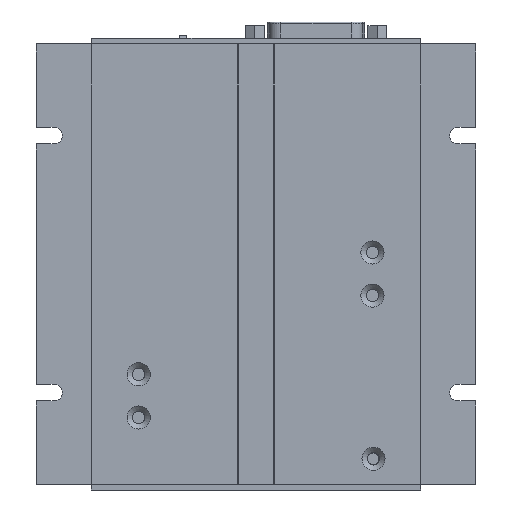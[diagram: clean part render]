
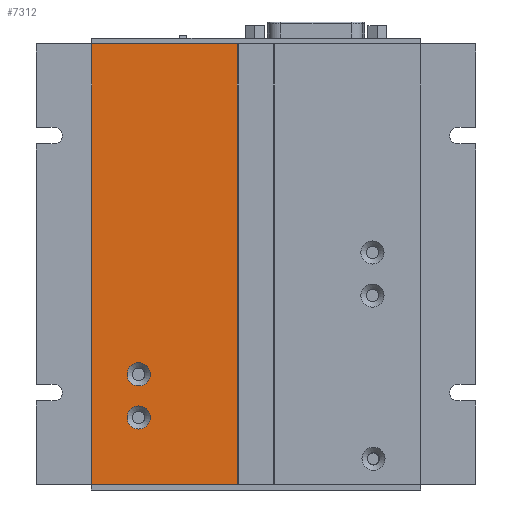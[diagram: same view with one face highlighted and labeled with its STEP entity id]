
A CAD part, front view. The second image highlights one B-rep face of the part: STEP entity #7312.
In plain terms, the highlighted planar face has unit normal (0, -1, 0).
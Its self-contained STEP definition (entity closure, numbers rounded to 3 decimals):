
#1572 = EDGE_LOOP ( 'NONE', ( #64079 ) ) ;
#3402 = CARTESIAN_POINT ( 'NONE',  ( -31.943, 0.5, -30. ) ) ;
#6587 = EDGE_CURVE ( 'NONE', #43282, #6921, #21879, .T. ) ;
#6921 = VERTEX_POINT ( 'NONE', #47046 ) ;
#7312 = ADVANCED_FACE ( 'NONE', ( #29115, #27489, #13569 ), #40290, .F. ) ;
#7633 = CARTESIAN_POINT ( 'NONE',  ( -44.8, 0.5, -60. ) ) ;
#8104 = CARTESIAN_POINT ( 'NONE',  ( -44.8, 0.5, 60. ) ) ;
#8448 = DIRECTION ( 'NONE',  ( 0., 1., 0. ) ) ;
#8958 = EDGE_LOOP ( 'NONE', ( #17691 ) ) ;
#9660 = ORIENTED_EDGE ( 'NONE', *, *, #10827, .T. ) ;
#10827 = EDGE_CURVE ( 'NONE', #43282, #24755, #31080, .T. ) ;
#13569 = FACE_OUTER_BOUND ( 'NONE', #27149, .T. ) ;
#14639 = CIRCLE ( 'NONE', #28574, 3.15 ) ;
#14814 = CARTESIAN_POINT ( 'NONE',  ( -44.8, 0.5, 60. ) ) ;
#15510 = EDGE_CURVE ( 'NONE', #6921, #51349, #47628, .T. ) ;
#16894 = EDGE_CURVE ( 'NONE', #24755, #51349, #53943, .T. ) ;
#17691 = ORIENTED_EDGE ( 'NONE', *, *, #45494, .F. ) ;
#17893 = DIRECTION ( 'NONE',  ( 0., 0., -1. ) ) ;
#21879 = LINE ( 'NONE', #32445, #59694 ) ;
#21961 = VECTOR ( 'NONE', #39226, 1000. ) ;
#23124 = CARTESIAN_POINT ( 'NONE',  ( -5.05, 0.5, -60. ) ) ;
#23602 = DIRECTION ( 'NONE',  ( -1., 0., 0. ) ) ;
#24755 = VERTEX_POINT ( 'NONE', #7633 ) ;
#25985 = ORIENTED_EDGE ( 'NONE', *, *, #6587, .F. ) ;
#27149 = EDGE_LOOP ( 'NONE', ( #48441, #29190, #25985, #9660 ) ) ;
#27400 = CARTESIAN_POINT ( 'NONE',  ( -31.943, 0.5, -44.9 ) ) ;
#27489 = FACE_BOUND ( 'NONE', #1572, .T. ) ;
#28269 = DIRECTION ( 'NONE',  ( 0., 0., -1. ) ) ;
#28515 = CARTESIAN_POINT ( 'NONE',  ( -5.05, 0.5, 60. ) ) ;
#28574 = AXIS2_PLACEMENT_3D ( 'NONE', #3402, #53908, #17893 ) ;
#29115 = FACE_BOUND ( 'NONE', #8958, .T. ) ;
#29190 = ORIENTED_EDGE ( 'NONE', *, *, #15510, .F. ) ;
#31080 = LINE ( 'NONE', #14814, #65606 ) ;
#31461 = DIRECTION ( 'NONE',  ( 0., 0., -1. ) ) ;
#32445 = CARTESIAN_POINT ( 'NONE',  ( -44.8, 0.5, 60. ) ) ;
#32469 = DIRECTION ( 'NONE',  ( 0., 0., -1. ) ) ;
#38562 = CARTESIAN_POINT ( 'NONE',  ( -44.8, 0.5, -60. ) ) ;
#39226 = DIRECTION ( 'NONE',  ( 1., 0., 0. ) ) ;
#40027 = CARTESIAN_POINT ( 'NONE',  ( -31.943, 0.5, -33.15 ) ) ;
#40290 = PLANE ( 'NONE',  #57851 ) ;
#40380 = CIRCLE ( 'NONE', #66952, 3.15 ) ;
#42151 = VERTEX_POINT ( 'NONE', #40027 ) ;
#42765 = CARTESIAN_POINT ( 'NONE',  ( -31.943, 0.5, -41.75 ) ) ;
#43282 = VERTEX_POINT ( 'NONE', #8104 ) ;
#45494 = EDGE_CURVE ( 'NONE', #42151, #42151, #14639, .T. ) ;
#47046 = CARTESIAN_POINT ( 'NONE',  ( -5.05, 0.5, 60. ) ) ;
#47628 = LINE ( 'NONE', #28515, #66531 ) ;
#48306 = DIRECTION ( 'NONE',  ( 0., -1., 0. ) ) ;
#48441 = ORIENTED_EDGE ( 'NONE', *, *, #16894, .T. ) ;
#50283 = VERTEX_POINT ( 'NONE', #27400 ) ;
#51349 = VERTEX_POINT ( 'NONE', #23124 ) ;
#53908 = DIRECTION ( 'NONE',  ( 0., -1., 0. ) ) ;
#53943 = LINE ( 'NONE', #38562, #21961 ) ;
#55048 = CARTESIAN_POINT ( 'NONE',  ( -44.8, 0.5, 60. ) ) ;
#57851 = AXIS2_PLACEMENT_3D ( 'NONE', #55048, #8448, #23602 ) ;
#59304 = DIRECTION ( 'NONE',  ( 1., 0., 0. ) ) ;
#59694 = VECTOR ( 'NONE', #59304, 1000. ) ;
#61994 = EDGE_CURVE ( 'NONE', #50283, #50283, #40380, .T. ) ;
#64079 = ORIENTED_EDGE ( 'NONE', *, *, #61994, .F. ) ;
#65606 = VECTOR ( 'NONE', #31461, 1000. ) ;
#66531 = VECTOR ( 'NONE', #28269, 1000. ) ;
#66952 = AXIS2_PLACEMENT_3D ( 'NONE', #42765, #48306, #32469 ) ;
